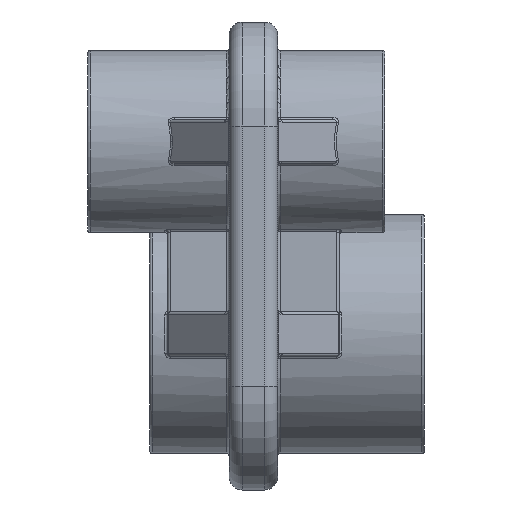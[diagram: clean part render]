
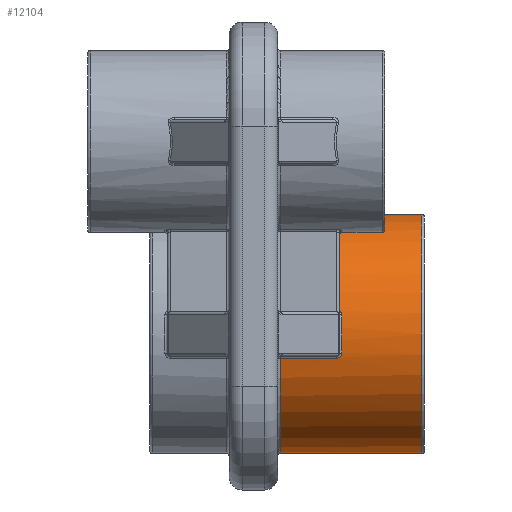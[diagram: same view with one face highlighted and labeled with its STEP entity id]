
A CAD part, left-side view. The second image highlights one B-rep face of the part: STEP entity #12104.
In plain terms, the highlighted cylindrical face has radius 5.842 mm (diameter 11.684 mm), a partial arc.
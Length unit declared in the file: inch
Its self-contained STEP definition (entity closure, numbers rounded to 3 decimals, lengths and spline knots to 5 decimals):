
#690 = EDGE_CURVE ( 'NONE', #17749, #18329, #31996, .T. ) ;
#715 = EDGE_CURVE ( 'NONE', #18457, #18330, #32097, .T. ) ;
#5060 = ORIENTED_EDGE ( 'NONE', *, *, #5061, .T. ) ;
#5061 = EDGE_CURVE ( 'NONE', #5315, #18457, #26979, .T. ) ;
#5062 = VERTEX_POINT ( 'NONE', #26974 ) ;
#5144 = EDGE_CURVE ( 'NONE', #5502, #5599, #26973, .T. ) ;
#5146 = ORIENTED_EDGE ( 'NONE', *, *, #5148, .F. ) ;
#5148 = EDGE_CURVE ( 'NONE', #5062, #5599, #26969, .T. ) ;
#5313 = EDGE_CURVE ( 'NONE', #6240, #5315, #27015, .T. ) ;
#5315 = VERTEX_POINT ( 'NONE', #27011 ) ;
#5318 = ORIENTED_EDGE ( 'NONE', *, *, #715, .T. ) ;
#5500 = EDGE_CURVE ( 'NONE', #5693, #5502, #27005, .T. ) ;
#5502 = VERTEX_POINT ( 'NONE', #27000 ) ;
#5503 = ORIENTED_EDGE ( 'NONE', *, *, #5144, .T. ) ;
#5599 = VERTEX_POINT ( 'NONE', #26993 ) ;
#5692 = EDGE_CURVE ( 'NONE', #5828, #5693, #26992, .T. ) ;
#5693 = VERTEX_POINT ( 'NONE', #26988 ) ;
#5694 = ORIENTED_EDGE ( 'NONE', *, *, #5500, .T. ) ;
#5720 = ORIENTED_EDGE ( 'NONE', *, *, #5692, .T. ) ;
#5826 = EDGE_CURVE ( 'NONE', #5828, #5990, #27046, .T. ) ;
#5828 = VERTEX_POINT ( 'NONE', #27045 ) ;
#5990 = VERTEX_POINT ( 'NONE', #27044 ) ;
#5991 = ORIENTED_EDGE ( 'NONE', *, *, #5826, .F. ) ;
#6240 = VERTEX_POINT ( 'NONE', #27043 ) ;
#6242 = ORIENTED_EDGE ( 'NONE', *, *, #5313, .T. ) ;
#6244 = EDGE_CURVE ( 'NONE', #17749, #5990, #27036, .T. ) ;
#6515 = VERTEX_POINT ( 'NONE', #27031 ) ;
#6517 = ORIENTED_EDGE ( 'NONE', *, *, #6519, .F. ) ;
#6519 = EDGE_CURVE ( 'NONE', #6240, #6515, #27029, .T. ) ;
#6583 = ORIENTED_EDGE ( 'NONE', *, *, #6584, .T. ) ;
#6584 = EDGE_CURVE ( 'NONE', #5062, #6515, #27081, .T. ) ;
#10056 = CARTESIAN_POINT ( 'NONE',  ( -0.56, -0.17, 0.08 ) ) ;
#11513 = CARTESIAN_POINT ( 'NONE',  ( -0.56, -0.324, -0.38 ) ) ;
#11514 = CARTESIAN_POINT ( 'NONE',  ( -0.56, -0.324, 0.08 ) ) ;
#11741 = CARTESIAN_POINT ( 'NONE',  ( -0.56, -0.0515, -0.38 ) ) ;
#11897 = EDGE_LOOP ( 'NONE', ( #11898, #11899, #5991, #5720, #5694, #5503, #5146, #6583, #6517, #6242, #5060, #5318, #12289 ) ) ;
#11898 = ORIENTED_EDGE ( 'NONE', *, *, #690, .F. ) ;
#11899 = ORIENTED_EDGE ( 'NONE', *, *, #6244, .T. ) ;
#12104 = ADVANCED_FACE ( 'NONE', ( #27224 ), #27223, .T. ) ;
#12109 = EDGE_CURVE ( 'NONE', #18330, #18329, #27297, .T. ) ;
#12289 = ORIENTED_EDGE ( 'NONE', *, *, #12109, .T. ) ;
#17749 = VERTEX_POINT ( 'NONE', #10056 ) ;
#18329 = VERTEX_POINT ( 'NONE', #11514 ) ;
#18330 = VERTEX_POINT ( 'NONE', #11513 ) ;
#18457 = VERTEX_POINT ( 'NONE', #11741 ) ;
#26605 = CARTESIAN_POINT ( 'NONE',  ( -0.78705, -0.17, -0.1867 ) ) ;
#26962 = CARTESIAN_POINT ( 'NONE',  ( -0.78525, -0.16, -0.10351 ) ) ;
#26963 = CARTESIAN_POINT ( 'NONE',  ( -0.78525, -0.16263, -0.10351 ) ) ;
#26964 = CARTESIAN_POINT ( 'NONE',  ( -0.78547, -0.16521, -0.10456 ) ) ;
#26965 = CARTESIAN_POINT ( 'NONE',  ( -0.78617, -0.1689, -0.10816 ) ) ;
#26966 = CARTESIAN_POINT ( 'NONE',  ( -0.78663, -0.17, -0.1107 ) ) ;
#26967 = CARTESIAN_POINT ( 'NONE',  ( -0.78705, -0.17, -0.1133 ) ) ;
#26969 = B_SPLINE_CURVE_WITH_KNOTS ( 'NONE', 3,
 ( #26967, #26966, #26965, #26964, #26963, #26962 ),
 .UNSPECIFIED., .F., .F.,
 ( 4, 2, 4 ),
 ( 0., 0.0002, 0.0004 ),
 .UNSPECIFIED. ) ;
#26970 = DIRECTION ( 'NONE',  ( 0., -1., 0. ) ) ;
#26971 = VECTOR ( 'NONE', #26970, 39.37008 ) ;
#26972 = CARTESIAN_POINT ( 'NONE',  ( -0.78525, 0.199, -0.10351 ) ) ;
#26973 = LINE ( 'NONE', #26972, #26971 ) ;
#26974 = CARTESIAN_POINT ( 'NONE',  ( -0.78705, -0.17, -0.1133 ) ) ;
#26975 = DIRECTION ( 'NONE',  ( 0., 0., -1. ) ) ;
#26976 = DIRECTION ( 'NONE',  ( 0., -1., 0. ) ) ;
#26977 = CARTESIAN_POINT ( 'NONE',  ( -0.56, -0.0515, -0.15 ) ) ;
#26978 = AXIS2_PLACEMENT_3D ( 'NONE', #26977, #26976, #26975 ) ;
#26979 = CIRCLE ( 'NONE', #26978, 0.23 ) ;
#26988 = CARTESIAN_POINT ( 'NONE',  ( -0.60649, -0.0515, 0.07525 ) ) ;
#26989 = DIRECTION ( 'NONE',  ( 0., 1., 0. ) ) ;
#26990 = VECTOR ( 'NONE', #26989, 39.37008 ) ;
#26991 = CARTESIAN_POINT ( 'NONE',  ( -0.60649, 0.199, 0.07525 ) ) ;
#26992 = LINE ( 'NONE', #26991, #26990 ) ;
#26993 = CARTESIAN_POINT ( 'NONE',  ( -0.78525, -0.16, -0.10351 ) ) ;
#27000 = CARTESIAN_POINT ( 'NONE',  ( -0.78525, -0.0515, -0.10351 ) ) ;
#27001 = DIRECTION ( 'NONE',  ( 0., 0., -1. ) ) ;
#27002 = DIRECTION ( 'NONE',  ( 0., -1., 0. ) ) ;
#27003 = CARTESIAN_POINT ( 'NONE',  ( -0.56, -0.0515, -0.15 ) ) ;
#27004 = AXIS2_PLACEMENT_3D ( 'NONE', #27003, #27002, #27001 ) ;
#27005 = CIRCLE ( 'NONE', #27004, 0.23 ) ;
#27011 = CARTESIAN_POINT ( 'NONE',  ( -0.78525, -0.0515, -0.19649 ) ) ;
#27012 = DIRECTION ( 'NONE',  ( 0., 1., 0. ) ) ;
#27013 = VECTOR ( 'NONE', #27012, 39.37008 ) ;
#27014 = CARTESIAN_POINT ( 'NONE',  ( -0.78525, 0.199, -0.19649 ) ) ;
#27015 = LINE ( 'NONE', #27014, #27013 ) ;
#27021 = CARTESIAN_POINT ( 'NONE',  ( -0.78663, -0.17, -0.1893 ) ) ;
#27022 = CARTESIAN_POINT ( 'NONE',  ( -0.78617, -0.16891, -0.19183 ) ) ;
#27023 = CARTESIAN_POINT ( 'NONE',  ( -0.78548, -0.16522, -0.19543 ) ) ;
#27024 = CARTESIAN_POINT ( 'NONE',  ( -0.78525, -0.16263, -0.19649 ) ) ;
#27025 = CARTESIAN_POINT ( 'NONE',  ( -0.78525, -0.16, -0.19649 ) ) ;
#27029 = B_SPLINE_CURVE_WITH_KNOTS ( 'NONE', 3,
 ( #27025, #27024, #27023, #27022, #27021, #26605 ),
 .UNSPECIFIED., .F., .F.,
 ( 4, 2, 4 ),
 ( 0., 0.0002, 0.0004 ),
 .UNSPECIFIED. ) ;
#27031 = CARTESIAN_POINT ( 'NONE',  ( -0.78705, -0.17, -0.1867 ) ) ;
#27032 = DIRECTION ( 'NONE',  ( 0., 0., 1. ) ) ;
#27033 = DIRECTION ( 'NONE',  ( 0., -1., 0. ) ) ;
#27034 = CARTESIAN_POINT ( 'NONE',  ( -0.56, -0.17, -0.15 ) ) ;
#27035 = AXIS2_PLACEMENT_3D ( 'NONE', #27034, #27033, #27032 ) ;
#27036 = CIRCLE ( 'NONE', #27035, 0.23 ) ;
#27037 = CARTESIAN_POINT ( 'NONE',  ( -0.5967, -0.17, 0.07705 ) ) ;
#27038 = CARTESIAN_POINT ( 'NONE',  ( -0.5993, -0.17, 0.07663 ) ) ;
#27039 = CARTESIAN_POINT ( 'NONE',  ( -0.60183, -0.16891, 0.07617 ) ) ;
#27040 = CARTESIAN_POINT ( 'NONE',  ( -0.60543, -0.16522, 0.07548 ) ) ;
#27041 = CARTESIAN_POINT ( 'NONE',  ( -0.60649, -0.16263, 0.07525 ) ) ;
#27042 = CARTESIAN_POINT ( 'NONE',  ( -0.60649, -0.16, 0.07525 ) ) ;
#27043 = CARTESIAN_POINT ( 'NONE',  ( -0.78525, -0.16, -0.19649 ) ) ;
#27044 = CARTESIAN_POINT ( 'NONE',  ( -0.5967, -0.17, 0.07705 ) ) ;
#27045 = CARTESIAN_POINT ( 'NONE',  ( -0.60649, -0.16, 0.07525 ) ) ;
#27046 = B_SPLINE_CURVE_WITH_KNOTS ( 'NONE', 3,
 ( #27042, #27041, #27040, #27039, #27038, #27037 ),
 .UNSPECIFIED., .F., .F.,
 ( 4, 2, 4 ),
 ( 0., 0.0002, 0.0004 ),
 .UNSPECIFIED. ) ;
#27077 = DIRECTION ( 'NONE',  ( 0., 0., 1. ) ) ;
#27078 = DIRECTION ( 'NONE',  ( 0., -1., 0. ) ) ;
#27079 = CARTESIAN_POINT ( 'NONE',  ( -0.56, -0.17, -0.15 ) ) ;
#27080 = AXIS2_PLACEMENT_3D ( 'NONE', #27079, #27078, #27077 ) ;
#27081 = CIRCLE ( 'NONE', #27080, 0.23 ) ;
#27218 = DIRECTION ( 'NONE',  ( 0., 0., -1. ) ) ;
#27219 = DIRECTION ( 'NONE',  ( 0., -1., 0. ) ) ;
#27220 = CARTESIAN_POINT ( 'NONE',  ( -0.56, 0.199, -0.15 ) ) ;
#27221 = AXIS2_PLACEMENT_3D ( 'NONE', #27220, #27219, #27218 ) ;
#27223 = CYLINDRICAL_SURFACE ( 'NONE', #27221, 0.23 ) ;
#27224 = FACE_OUTER_BOUND ( 'NONE', #11897, .T. ) ;
#27293 = DIRECTION ( 'NONE',  ( 0., 0., -1. ) ) ;
#27294 = DIRECTION ( 'NONE',  ( 0., 1., 0. ) ) ;
#27295 = CARTESIAN_POINT ( 'NONE',  ( -0.56, -0.324, -0.15 ) ) ;
#27296 = AXIS2_PLACEMENT_3D ( 'NONE', #27295, #27294, #27293 ) ;
#27297 = CIRCLE ( 'NONE', #27296, 0.23 ) ;
#31995 = CARTESIAN_POINT ( 'NONE',  ( -0.56, 0.199, 0.08 ) ) ;
#31996 = LINE ( 'NONE', #31995, #32056 ) ;
#32055 = DIRECTION ( 'NONE',  ( 0., -1., 0. ) ) ;
#32056 = VECTOR ( 'NONE', #32055, 39.37008 ) ;
#32094 = DIRECTION ( 'NONE',  ( 0., -1., 0. ) ) ;
#32095 = VECTOR ( 'NONE', #32094, 39.37008 ) ;
#32096 = CARTESIAN_POINT ( 'NONE',  ( -0.56, 0.199, -0.38 ) ) ;
#32097 = LINE ( 'NONE', #32096, #32095 ) ;
